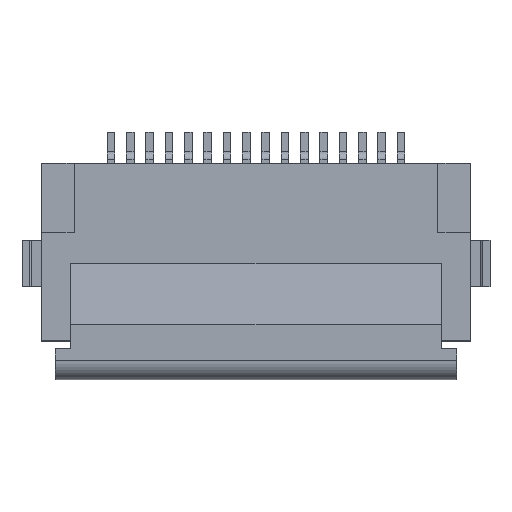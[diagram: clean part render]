
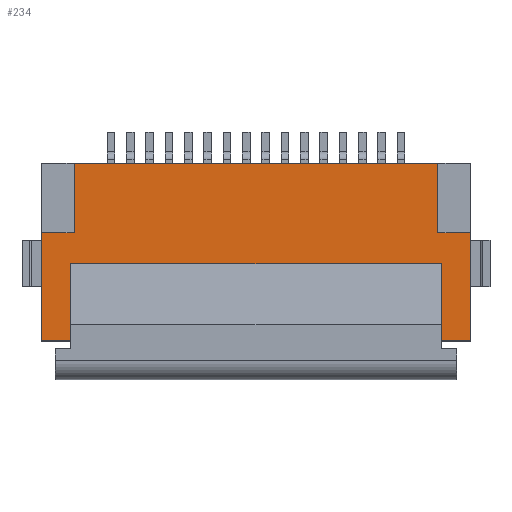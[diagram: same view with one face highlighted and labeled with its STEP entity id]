
A CAD part, top view. The second image highlights one B-rep face of the part: STEP entity #234.
In plain terms, the highlighted planar face has unit normal (0, 0, 1).
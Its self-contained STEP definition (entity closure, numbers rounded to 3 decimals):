
#74 = VERTEX_POINT('',#75);
#75 = CARTESIAN_POINT('',(2.6,4.7,2.));
#81 = EDGE_CURVE('',#74,#82,#84,.T.);
#82 = VERTEX_POINT('',#83);
#83 = CARTESIAN_POINT('',(2.6,-4.7,2.));
#84 = LINE('',#85,#86);
#85 = CARTESIAN_POINT('',(2.6,5.55,2.));
#86 = VECTOR('',#87,1.);
#87 = DIRECTION('',(0.,-1.,0.));
#161 = VERTEX_POINT('',#162);
#162 = CARTESIAN_POINT('',(0.8,-5.55,2.));
#168 = EDGE_CURVE('',#161,#169,#171,.T.);
#169 = VERTEX_POINT('',#170);
#170 = CARTESIAN_POINT('',(-2.,-5.55,2.));
#171 = LINE('',#172,#173);
#172 = CARTESIAN_POINT('',(2.6,-5.55,2.));
#173 = VECTOR('',#174,1.);
#174 = DIRECTION('',(-1.,0.,0.));
#214 = EDGE_CURVE('',#82,#215,#217,.T.);
#215 = VERTEX_POINT('',#216);
#216 = CARTESIAN_POINT('',(0.8,-4.7,2.));
#217 = LINE('',#218,#219);
#218 = CARTESIAN_POINT('',(2.7,-4.7,2.));
#219 = VECTOR('',#220,1.);
#220 = DIRECTION('',(-1.,0.,0.));
#234 = ADVANCED_FACE('',(#235),#308,.T.);
#235 = FACE_BOUND('',#236,.T.);
#236 = EDGE_LOOP('',(#237,#238,#246,#254,#262,#270,#278,#286,#294,#300,
    #301,#307));
#237 = ORIENTED_EDGE('',*,*,#81,.F.);
#238 = ORIENTED_EDGE('',*,*,#239,.F.);
#239 = EDGE_CURVE('',#240,#74,#242,.T.);
#240 = VERTEX_POINT('',#241);
#241 = CARTESIAN_POINT('',(0.8,4.7,2.));
#242 = LINE('',#243,#244);
#243 = CARTESIAN_POINT('',(0.8,4.7,2.));
#244 = VECTOR('',#245,1.);
#245 = DIRECTION('',(1.,0.,0.));
#246 = ORIENTED_EDGE('',*,*,#247,.T.);
#247 = EDGE_CURVE('',#240,#248,#250,.T.);
#248 = VERTEX_POINT('',#249);
#249 = CARTESIAN_POINT('',(0.8,5.55,2.));
#250 = LINE('',#251,#252);
#251 = CARTESIAN_POINT('',(0.8,4.7,2.));
#252 = VECTOR('',#253,1.);
#253 = DIRECTION('',(0.,1.,0.));
#254 = ORIENTED_EDGE('',*,*,#255,.T.);
#255 = EDGE_CURVE('',#248,#256,#258,.T.);
#256 = VERTEX_POINT('',#257);
#257 = CARTESIAN_POINT('',(-2.,5.55,2.));
#258 = LINE('',#259,#260);
#259 = CARTESIAN_POINT('',(2.6,5.55,2.));
#260 = VECTOR('',#261,1.);
#261 = DIRECTION('',(-1.,0.,0.));
#262 = ORIENTED_EDGE('',*,*,#263,.T.);
#263 = EDGE_CURVE('',#256,#264,#266,.T.);
#264 = VERTEX_POINT('',#265);
#265 = CARTESIAN_POINT('',(-2.,4.785,2.));
#266 = LINE('',#267,#268);
#267 = CARTESIAN_POINT('',(-2.,5.55,2.));
#268 = VECTOR('',#269,1.);
#269 = DIRECTION('',(0.,-1.,0.));
#270 = ORIENTED_EDGE('',*,*,#271,.T.);
#271 = EDGE_CURVE('',#264,#272,#274,.T.);
#272 = VERTEX_POINT('',#273);
#273 = CARTESIAN_POINT('',(0.,4.785,2.));
#274 = LINE('',#275,#276);
#275 = CARTESIAN_POINT('',(-3.,4.785,2.));
#276 = VECTOR('',#277,1.);
#277 = DIRECTION('',(1.,0.,0.));
#278 = ORIENTED_EDGE('',*,*,#279,.T.);
#279 = EDGE_CURVE('',#272,#280,#282,.T.);
#280 = VERTEX_POINT('',#281);
#281 = CARTESIAN_POINT('',(0.,-4.785,2.));
#282 = LINE('',#283,#284);
#283 = CARTESIAN_POINT('',(0.,4.785,2.));
#284 = VECTOR('',#285,1.);
#285 = DIRECTION('',(0.,-1.,0.));
#286 = ORIENTED_EDGE('',*,*,#287,.T.);
#287 = EDGE_CURVE('',#280,#288,#290,.T.);
#288 = VERTEX_POINT('',#289);
#289 = CARTESIAN_POINT('',(-2.,-4.785,2.));
#290 = LINE('',#291,#292);
#291 = CARTESIAN_POINT('',(0.,-4.785,2.));
#292 = VECTOR('',#293,1.);
#293 = DIRECTION('',(-1.,0.,0.));
#294 = ORIENTED_EDGE('',*,*,#295,.T.);
#295 = EDGE_CURVE('',#288,#169,#296,.T.);
#296 = LINE('',#297,#298);
#297 = CARTESIAN_POINT('',(-2.,5.55,2.));
#298 = VECTOR('',#299,1.);
#299 = DIRECTION('',(0.,-1.,0.));
#300 = ORIENTED_EDGE('',*,*,#168,.F.);
#301 = ORIENTED_EDGE('',*,*,#302,.T.);
#302 = EDGE_CURVE('',#161,#215,#303,.T.);
#303 = LINE('',#304,#305);
#304 = CARTESIAN_POINT('',(0.8,-6.2,2.));
#305 = VECTOR('',#306,1.);
#306 = DIRECTION('',(0.,1.,0.));
#307 = ORIENTED_EDGE('',*,*,#214,.F.);
#308 = PLANE('',#309);
#309 = AXIS2_PLACEMENT_3D('',#310,#311,#312);
#310 = CARTESIAN_POINT('',(0.3,0.,2.));
#311 = DIRECTION('',(0.,0.,1.));
#312 = DIRECTION('',(1.,0.,0.));
